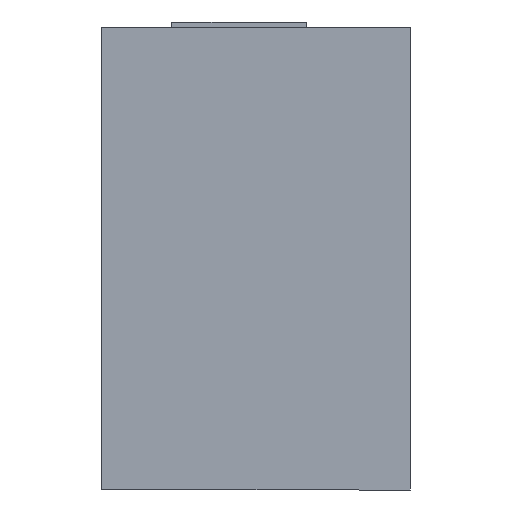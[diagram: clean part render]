
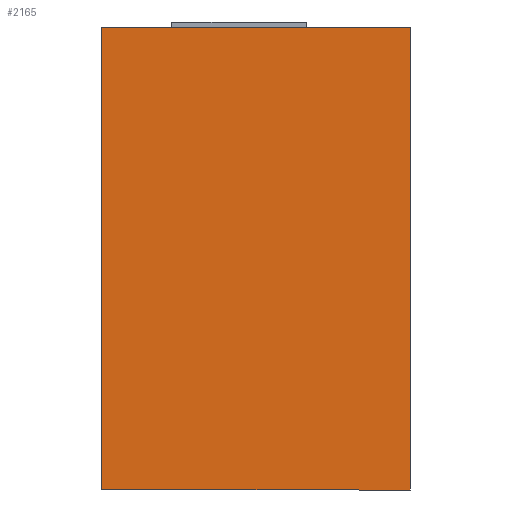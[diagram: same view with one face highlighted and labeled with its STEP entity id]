
A CAD part, front view. The second image highlights one B-rep face of the part: STEP entity #2165.
In plain terms, the highlighted planar face has unit normal (0, -1, 0).
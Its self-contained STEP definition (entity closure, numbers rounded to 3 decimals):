
#244=FACE_OUTER_BOUND('',#365,.T.);
#365=EDGE_LOOP('',(#1901,#1902,#1903,#1904));
#606=LINE('',#3628,#853);
#607=LINE('',#3630,#854);
#608=LINE('',#3632,#855);
#609=LINE('',#3633,#856);
#853=VECTOR('',#2989,10.);
#854=VECTOR('',#2990,10.);
#855=VECTOR('',#2991,10.);
#856=VECTOR('',#2992,10.);
#1058=VERTEX_POINT('',#3626);
#1059=VERTEX_POINT('',#3627);
#1060=VERTEX_POINT('',#3629);
#1061=VERTEX_POINT('',#3631);
#1346=EDGE_CURVE('',#1058,#1059,#606,.T.);
#1347=EDGE_CURVE('',#1060,#1059,#607,.T.);
#1348=EDGE_CURVE('',#1061,#1060,#608,.T.);
#1349=EDGE_CURVE('',#1061,#1058,#609,.T.);
#1901=ORIENTED_EDGE('',*,*,#1346,.T.);
#1902=ORIENTED_EDGE('',*,*,#1347,.F.);
#1903=ORIENTED_EDGE('',*,*,#1348,.F.);
#1904=ORIENTED_EDGE('',*,*,#1349,.T.);
#2055=PLANE('',#2433);
#2165=ADVANCED_FACE('',(#244),#2055,.T.);
#2433=AXIS2_PLACEMENT_3D('',#3625,#2987,#2988);
#2987=DIRECTION('center_axis',(0.,-1.,0.));
#2988=DIRECTION('ref_axis',(-1.,0.,0.));
#2989=DIRECTION('',(1.,0.,0.));
#2990=DIRECTION('',(0.,0.,-1.));
#2991=DIRECTION('',(1.,0.,0.));
#2992=DIRECTION('',(0.,0.,-1.));
#3625=CARTESIAN_POINT('Origin',(157.426,-46.792,102.));
#3626=CARTESIAN_POINT('',(-185.865,-46.792,-127.));
#3627=CARTESIAN_POINT('',(157.426,-46.792,-127.));
#3628=CARTESIAN_POINT('',(71.603,-46.792,-127.));
#3629=CARTESIAN_POINT('',(157.426,-46.792,102.));
#3630=CARTESIAN_POINT('',(157.426,-46.792,102.));
#3631=CARTESIAN_POINT('',(-185.865,-46.792,102.));
#3632=CARTESIAN_POINT('',(-185.865,-46.792,102.));
#3633=CARTESIAN_POINT('',(-185.865,-46.792,102.));
